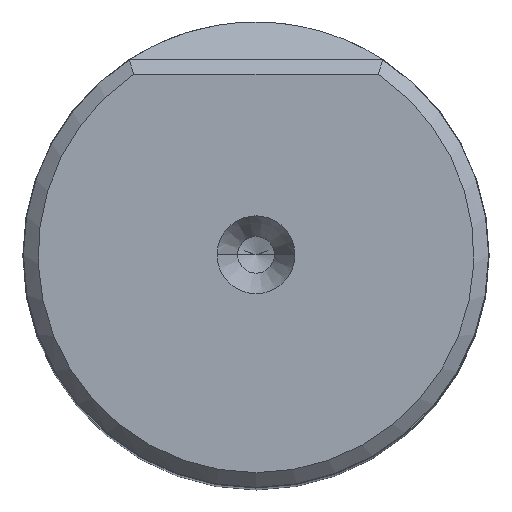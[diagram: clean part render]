
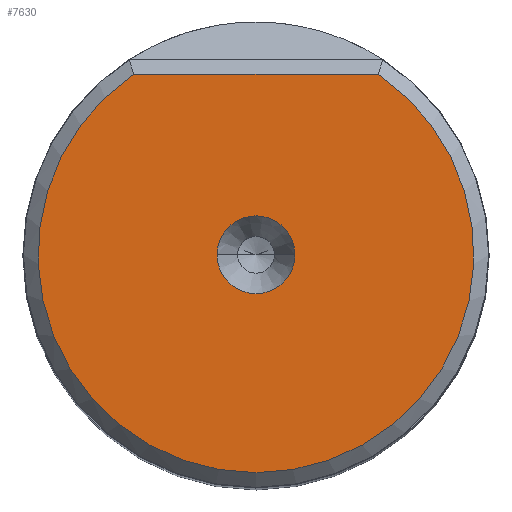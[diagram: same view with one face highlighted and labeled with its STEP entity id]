
A CAD part, top view. The second image highlights one B-rep face of the part: STEP entity #7630.
In plain terms, the highlighted planar face has unit normal (0, 0, 1).
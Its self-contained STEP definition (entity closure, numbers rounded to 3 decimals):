
#4262=CARTESIAN_POINT('',(-8.325,12.285,
0.));
#4277=DIRECTION('',(1.,0.,0.));
#4278=VECTOR('',#4277,16.65);
#4279=CARTESIAN_POINT('',(-8.325,12.285,
0.));
#4280=LINE('',#4279,#4278);
#4316=CARTESIAN_POINT('',(0.,0.,
0.));
#4317=DIRECTION('',(0.,0.,1.));
#4318=DIRECTION('',(-0.561,0.828,0.));
#4319=AXIS2_PLACEMENT_3D('',#4316,#4317,#4318);
#4324=CARTESIAN_POINT('',(0.,0.,
0.));
#4325=DIRECTION('',(0.,0.,1.));
#4326=DIRECTION('',(0.,-1.,0.));
#4327=AXIS2_PLACEMENT_3D('',#4324,#4325,#4326);
#4332=CARTESIAN_POINT('',(0.,0.,0.));
#4333=DIRECTION('',(0.,0.,-1.));
#4334=DIRECTION('',(1.,0.,0.));
#4335=AXIS2_PLACEMENT_3D('',#4332,#4333,#4334);
#4340=CARTESIAN_POINT('',(0.,0.,0.));
#4341=DIRECTION('',(0.,0.,-1.));
#4342=DIRECTION('',(-1.,0.,0.));
#4343=AXIS2_PLACEMENT_3D('',#4340,#4341,#4342);
#4682=VERTEX_POINT('',#4262);
#4683=CARTESIAN_POINT('',(8.325,12.285,0.));
#4684=VERTEX_POINT('',#4683);
#4685=CARTESIAN_POINT('',(0.,-14.84,
0.));
#4686=VERTEX_POINT('',#4685);
#4697=CARTESIAN_POINT('',(2.65,0.,0.));
#4698=CARTESIAN_POINT('',(-2.65,0.,0.));
#4699=VERTEX_POINT('',#4697);
#4700=VERTEX_POINT('',#4698);
#7614=CARTESIAN_POINT('',(0.,-1.277,0.));
#7615=DIRECTION('',(0.,0.,1.));
#7616=DIRECTION('',(1.,0.,0.));
#7617=AXIS2_PLACEMENT_3D('',#7614,#7615,#7616);
#7618=PLANE('',#7617);
#7619=ORIENTED_EDGE('',*,*,#7607,.F.);
#7620=ORIENTED_EDGE('',*,*,#7591,.T.);
#7621=ORIENTED_EDGE('',*,*,#7609,.F.);
#7622=EDGE_LOOP('',(#7619,#7620,#7621));
#7623=FACE_OUTER_BOUND('',#7622,.F.);
#7625=ORIENTED_EDGE('',*,*,#7624,.F.);
#7627=ORIENTED_EDGE('',*,*,#7626,.F.);
#7628=EDGE_LOOP('',(#7625,#7627));
#7629=FACE_BOUND('',#7628,.F.);
#4320=CIRCLE('',#4319,14.84);
#4328=CIRCLE('',#4327,14.84);
#4336=CIRCLE('',#4335,2.65);
#4344=CIRCLE('',#4343,2.65);
#7591=EDGE_CURVE('',#4682,#4684,#4280,.T.);
#7607=EDGE_CURVE('',#4682,#4686,#4320,.T.);
#7609=EDGE_CURVE('',#4686,#4684,#4328,.T.);
#7624=EDGE_CURVE('',#4699,#4700,#4336,.T.);
#7626=EDGE_CURVE('',#4700,#4699,#4344,.T.);
#7630=ADVANCED_FACE('',(#7623,#7629),#7618,.T.);
